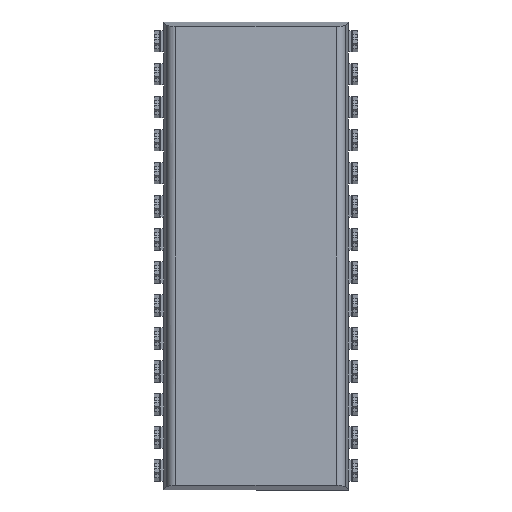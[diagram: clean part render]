
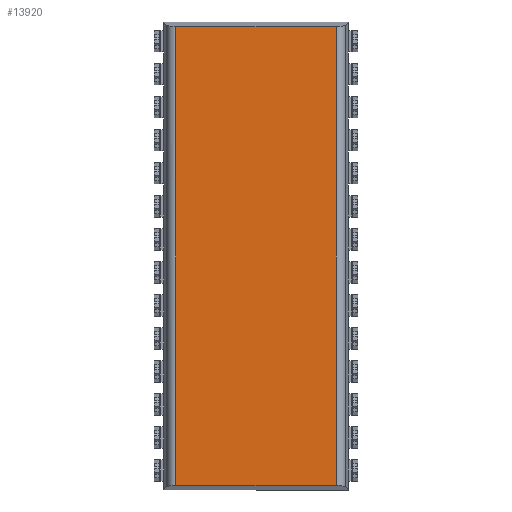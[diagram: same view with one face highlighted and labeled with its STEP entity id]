
A CAD part, front view. The second image highlights one B-rep face of the part: STEP entity #13920.
In plain terms, the highlighted planar face has unit normal (0, -1, 0).
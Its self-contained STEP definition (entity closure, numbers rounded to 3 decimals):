
#9537 = VECTOR ( 'NONE', #9569, 1000. ) ;
#9538 = CARTESIAN_POINT ( 'NONE',  ( 0.51, 0.78, -1.146 ) ) ;
#9539 = DIRECTION ( 'NONE',  ( 0., 0., 1. ) ) ;
#9540 = DIRECTION ( 'NONE',  ( 0., 1., 0. ) ) ;
#9541 = CARTESIAN_POINT ( 'NONE',  ( 0.51, 0.78, 34.51 ) ) ;
#9542 = AXIS2_PLACEMENT_3D ( 'NONE', #9541, #9540, #9539 ) ;
#9543 = LINE ( 'NONE', #9538, #9537 ) ;
#9544 = PLANE ( 'NONE',  #9542 ) ;
#9566 = CARTESIAN_POINT ( 'NONE',  ( 13.804, 0.78, 34.156 ) ) ;
#9567 = CARTESIAN_POINT ( 'NONE',  ( 1.436, 0.78, -1.146 ) ) ;
#9568 = CARTESIAN_POINT ( 'NONE',  ( 13.804, 0.78, -1.146 ) ) ;
#9569 = DIRECTION ( 'NONE',  ( -1., 0., 0. ) ) ;
#9591 = DIRECTION ( 'NONE',  ( 0., 0., 1. ) ) ;
#9592 = VECTOR ( 'NONE', #9591, 1000. ) ;
#9593 = CARTESIAN_POINT ( 'NONE',  ( 1.436, 0.78, -1.5 ) ) ;
#9594 = LINE ( 'NONE', #9593, #9592 ) ;
#9597 = CARTESIAN_POINT ( 'NONE',  ( 1.436, 0.78, 34.156 ) ) ;
#9598 = DIRECTION ( 'NONE',  ( 1., 0., 0. ) ) ;
#9599 = VECTOR ( 'NONE', #9598, 1000. ) ;
#9600 = CARTESIAN_POINT ( 'NONE',  ( 0.51, 0.78, 34.156 ) ) ;
#9601 = LINE ( 'NONE', #9600, #9599 ) ;
#9602 = DIRECTION ( 'NONE',  ( 0., 0., 1. ) ) ;
#9603 = VECTOR ( 'NONE', #9602, 1000. ) ;
#9604 = CARTESIAN_POINT ( 'NONE',  ( 13.804, 0.78, -1.5 ) ) ;
#9605 = LINE ( 'NONE', #9604, #9603 ) ;
#9617 = FACE_OUTER_BOUND ( 'NONE', #13921, .T. ) ;
#13920 = ADVANCED_FACE ( 'NONE', ( #9617 ), #9544, .F. ) ;
#13921 = EDGE_LOOP ( 'NONE', ( #13922, #13938, #13940, #13943 ) ) ;
#13922 = ORIENTED_EDGE ( 'NONE', *, *, #13923, .F. ) ;
#13923 = EDGE_CURVE ( 'NONE', #13924, #13925, #9543, .T. ) ;
#13924 = VERTEX_POINT ( 'NONE', #9568 ) ;
#13925 = VERTEX_POINT ( 'NONE', #9567 ) ;
#13926 = VERTEX_POINT ( 'NONE', #9566 ) ;
#13938 = ORIENTED_EDGE ( 'NONE', *, *, #13939, .T. ) ;
#13939 = EDGE_CURVE ( 'NONE', #13924, #13926, #9605, .T. ) ;
#13940 = ORIENTED_EDGE ( 'NONE', *, *, #13941, .F. ) ;
#13941 = EDGE_CURVE ( 'NONE', #13942, #13926, #9601, .T. ) ;
#13942 = VERTEX_POINT ( 'NONE', #9597 ) ;
#13943 = ORIENTED_EDGE ( 'NONE', *, *, #13986, .F. ) ;
#13986 = EDGE_CURVE ( 'NONE', #13925, #13942, #9594, .T. ) ;
